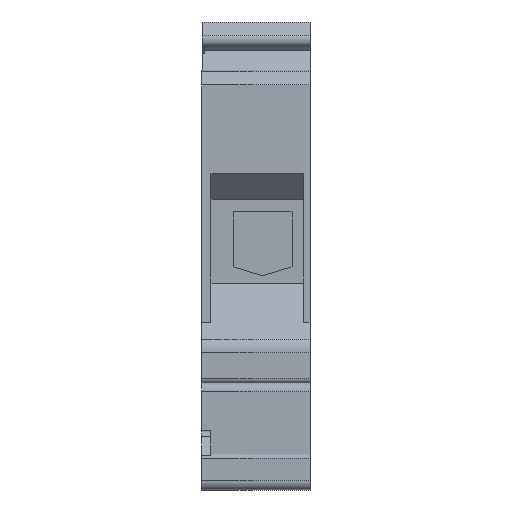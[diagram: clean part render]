
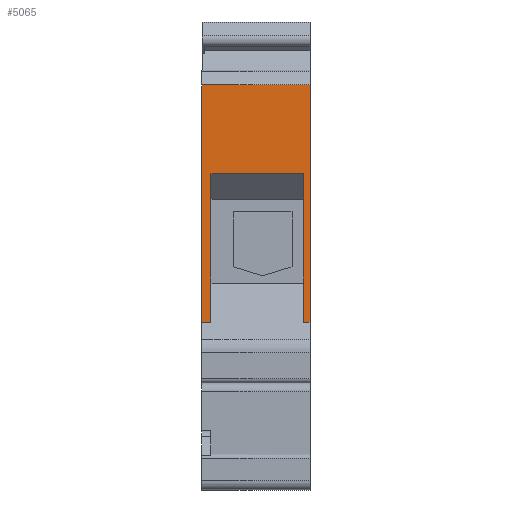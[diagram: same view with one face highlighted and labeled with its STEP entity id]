
A CAD part, left-side view. The second image highlights one B-rep face of the part: STEP entity #5065.
In plain terms, the highlighted planar face has unit normal (-1, 0, 0).
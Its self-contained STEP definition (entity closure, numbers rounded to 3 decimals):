
#897=ORIENTED_EDGE('',*,*,#1707,.T.);
#898=ORIENTED_EDGE('',*,*,#1470,.F.);
#899=ORIENTED_EDGE('',*,*,#1709,.F.);
#900=ORIENTED_EDGE('',*,*,#1710,.T.);
#901=ORIENTED_EDGE('',*,*,#1708,.T.);
#902=ORIENTED_EDGE('',*,*,#1523,.T.);
#903=ORIENTED_EDGE('',*,*,#1522,.F.);
#904=ORIENTED_EDGE('',*,*,#1519,.F.);
#1470=EDGE_CURVE('',#1993,#1994,#2342,.T.);
#1519=EDGE_CURVE('',#2033,#2034,#2377,.T.);
#1522=EDGE_CURVE('',#2034,#2035,#2380,.T.);
#1523=EDGE_CURVE('',#2036,#2035,#2381,.T.);
#1707=EDGE_CURVE('',#2033,#1994,#2533,.T.);
#1708=EDGE_CURVE('',#2123,#2036,#2534,.T.);
#1709=EDGE_CURVE('',#2124,#1993,#2535,.T.);
#1710=EDGE_CURVE('',#2124,#2123,#2536,.T.);
#1993=VERTEX_POINT('',#6819);
#1994=VERTEX_POINT('',#6821);
#2033=VERTEX_POINT('',#6919);
#2034=VERTEX_POINT('',#6921);
#2035=VERTEX_POINT('',#6925);
#2036=VERTEX_POINT('',#6929);
#2123=VERTEX_POINT('',#7295);
#2124=VERTEX_POINT('',#7300);
#2342=LINE('',#6820,#2738);
#2377=LINE('',#6920,#2773);
#2380=LINE('',#6926,#2776);
#2381=LINE('',#6928,#2777);
#2533=LINE('',#7296,#2929);
#2534=LINE('',#7297,#2930);
#2535=LINE('',#7299,#2931);
#2536=LINE('',#7301,#2932);
#2738=VECTOR('',#5690,1000.);
#2773=VECTOR('',#5775,1000.);
#2776=VECTOR('',#5780,1000.);
#2777=VECTOR('',#5783,1000.);
#2929=VECTOR('',#6191,1000.);
#2930=VECTOR('',#6192,1000.);
#2931=VECTOR('',#6195,1000.);
#2932=VECTOR('',#6196,1000.);
#3132=EDGE_LOOP('',(#897,#898,#899,#900,#901,#902,#903,#904));
#3345=FACE_BOUND('',#3132,.T.);
#3517=PLANE('',#5341);
#5065=ADVANCED_FACE('',(#3345),#3517,.T.);
#5341=AXIS2_PLACEMENT_3D('',#7298,#6193,#6194);
#5690=DIRECTION('',(0.,0.,-1.));
#5775=DIRECTION('',(0.,0.,1.));
#5780=DIRECTION('',(0.,1.,0.));
#5783=DIRECTION('',(0.,0.,1.));
#6191=DIRECTION('',(0.,-1.,0.));
#6192=DIRECTION('',(0.,-1.,0.));
#6193=DIRECTION('',(-1.,0.,0.));
#6194=DIRECTION('',(0.,0.,1.));
#6195=DIRECTION('',(0.,-1.,0.));
#6196=DIRECTION('',(0.,0.,-1.));
#6819=CARTESIAN_POINT('',(-21.,0.,-7.));
#6820=CARTESIAN_POINT('',(-21.,0.,0.));
#6821=CARTESIAN_POINT('',(-21.,0.,-33.35));
#6919=CARTESIAN_POINT('',(-21.,0.75,-33.35));
#6920=CARTESIAN_POINT('',(-21.,0.75,-33.35));
#6921=CARTESIAN_POINT('',(-21.,0.75,-16.85));
#6925=CARTESIAN_POINT('',(-21.,11.,-16.85));
#6926=CARTESIAN_POINT('',(-21.,0.75,-16.85));
#6928=CARTESIAN_POINT('',(-21.,11.,-33.35));
#6929=CARTESIAN_POINT('',(-21.,11.,-33.35));
#7295=CARTESIAN_POINT('',(-21.,12.,-33.35));
#7296=CARTESIAN_POINT('',(-21.,69.486,-33.35));
#7297=CARTESIAN_POINT('',(-21.,69.486,-33.35));
#7298=CARTESIAN_POINT('',(-21.,12.,0.));
#7299=CARTESIAN_POINT('',(-21.,17.4,-7.));
#7300=CARTESIAN_POINT('',(-21.,12.,-7.));
#7301=CARTESIAN_POINT('',(-21.,12.,0.));
